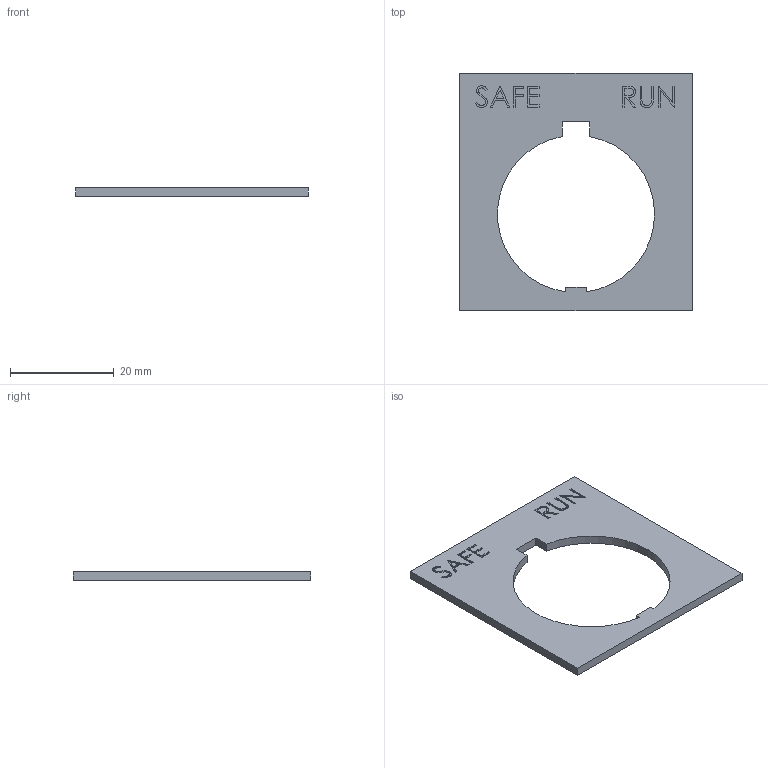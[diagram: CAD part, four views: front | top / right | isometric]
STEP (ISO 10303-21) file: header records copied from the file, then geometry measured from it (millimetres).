
FILE_DESCRIPTION (( 'STEP AP214' ), '1' );
FILE_NAME ('HT8SP45.step', '2018-07-05T19:48:35', ( '' ), ( '' ), 'SwSTEP 2.0', 'SolidWorks 2017', '' );
FILE_SCHEMA (( 'AUTOMOTIVE_DESIGN' ));
Length unit declared in the file: millimetre
Products named in the file (1): HT8SP45
Bounding box: 44.8 x 45.75 x 1.7 mm (x, y, z)
Volume: 2234.3 mm3; surface area: 3152.2 mm2
Topology: 1 solids, 1 shells, 113 faces, 306 edges, 204 vertices
Faces by surface type: plane 83, bspline 27, cylinder 3
Entity records: 5882 total; most frequent: CARTESIAN_POINT 2115, ORIENTED_EDGE 612, DIRECTION 432, EDGE_CURVE 306, VECTOR 246, LINE 246, VERTEX_POINT 204, EDGE_LOOP 124
